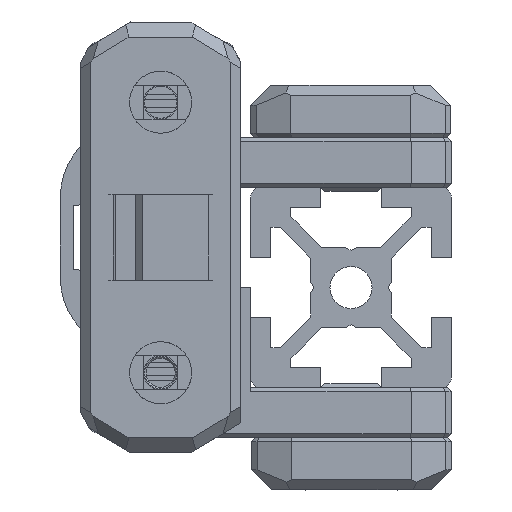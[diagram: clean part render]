
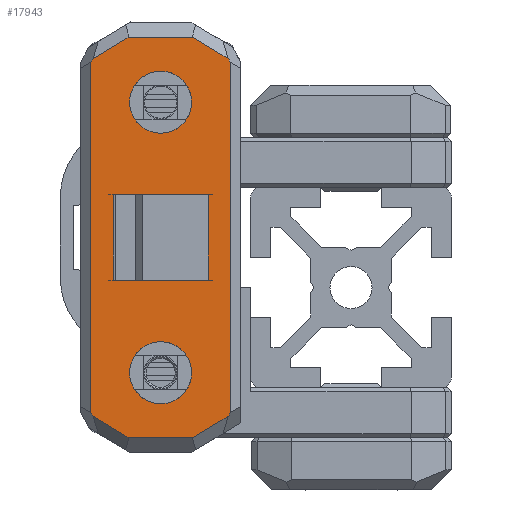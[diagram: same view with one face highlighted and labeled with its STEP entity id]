
A CAD part, front view. The second image highlights one B-rep face of the part: STEP entity #17943.
In plain terms, the highlighted face is planar.
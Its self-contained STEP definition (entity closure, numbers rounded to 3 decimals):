
#587=FACE_BOUND('',#1942,.T.);
#588=FACE_BOUND('',#1943,.T.);
#589=FACE_BOUND('',#1944,.T.);
#965=FACE_OUTER_BOUND('',#1941,.T.);
#1941=EDGE_LOOP('',(#12419,#12420,#12421,#12422,#12423,#12424,#12425,#12426,
#12427,#12428,#12429,#12430));
#1942=EDGE_LOOP('',(#12431));
#1943=EDGE_LOOP('',(#12432));
#1944=EDGE_LOOP('',(#12433,#12434,#12435,#12436));
#3069=LINE('',#25468,#4996);
#3083=LINE('',#25502,#5010);
#3172=LINE('',#25722,#5099);
#3173=LINE('',#25724,#5100);
#3174=LINE('',#25726,#5101);
#3175=LINE('',#25728,#5102);
#3176=LINE('',#25730,#5103);
#3177=LINE('',#25732,#5104);
#3178=LINE('',#25734,#5105);
#3179=LINE('',#25736,#5106);
#3180=LINE('',#25738,#5107);
#3181=LINE('',#25740,#5108);
#3182=LINE('',#25742,#5109);
#3183=LINE('',#25743,#5110);
#3184=LINE('',#25744,#5111);
#3185=LINE('',#25745,#5112);
#4996=VECTOR('',#20721,10.);
#5010=VECTOR('',#20745,10.);
#5099=VECTOR('',#20942,10.);
#5100=VECTOR('',#20943,10.);
#5101=VECTOR('',#20944,10.);
#5102=VECTOR('',#20945,10.);
#5103=VECTOR('',#20946,10.);
#5104=VECTOR('',#20947,10.);
#5105=VECTOR('',#20948,10.);
#5106=VECTOR('',#20949,10.);
#5107=VECTOR('',#20950,10.);
#5108=VECTOR('',#20951,10.);
#5109=VECTOR('',#20952,10.);
#5110=VECTOR('',#20953,10.);
#5111=VECTOR('',#20954,10.);
#5112=VECTOR('',#20955,10.);
#6717=CIRCLE('',#19009,3.1);
#6724=CIRCLE('',#19026,3.1);
#7323=VERTEX_POINT('',#25465);
#7324=VERTEX_POINT('',#25467);
#7338=VERTEX_POINT('',#25499);
#7339=VERTEX_POINT('',#25501);
#7389=VERTEX_POINT('',#25630);
#7404=VERTEX_POINT('',#25681);
#7415=VERTEX_POINT('',#25720);
#7416=VERTEX_POINT('',#25721);
#7417=VERTEX_POINT('',#25723);
#7418=VERTEX_POINT('',#25725);
#7419=VERTEX_POINT('',#25727);
#7420=VERTEX_POINT('',#25729);
#7421=VERTEX_POINT('',#25731);
#7422=VERTEX_POINT('',#25733);
#7423=VERTEX_POINT('',#25735);
#7424=VERTEX_POINT('',#25737);
#7425=VERTEX_POINT('',#25739);
#7426=VERTEX_POINT('',#25741);
#9212=EDGE_CURVE('',#7323,#7324,#3069,.T.);
#9229=EDGE_CURVE('',#7338,#7339,#3083,.T.);
#9291=EDGE_CURVE('',#7389,#7389,#6717,.T.);
#9317=EDGE_CURVE('',#7404,#7404,#6724,.T.);
#9339=EDGE_CURVE('',#7415,#7416,#3172,.T.);
#9340=EDGE_CURVE('',#7417,#7416,#3173,.F.);
#9341=EDGE_CURVE('',#7418,#7417,#3174,.T.);
#9342=EDGE_CURVE('',#7419,#7418,#3175,.F.);
#9343=EDGE_CURVE('',#7419,#7420,#3176,.T.);
#9344=EDGE_CURVE('',#7421,#7420,#3177,.T.);
#9345=EDGE_CURVE('',#7421,#7422,#3178,.T.);
#9346=EDGE_CURVE('',#7423,#7422,#3179,.F.);
#9347=EDGE_CURVE('',#7424,#7423,#3180,.T.);
#9348=EDGE_CURVE('',#7425,#7424,#3181,.F.);
#9349=EDGE_CURVE('',#7425,#7426,#3182,.T.);
#9350=EDGE_CURVE('',#7415,#7426,#3183,.T.);
#9351=EDGE_CURVE('',#7339,#7323,#3184,.T.);
#9352=EDGE_CURVE('',#7324,#7338,#3185,.T.);
#12419=ORIENTED_EDGE('',*,*,#9339,.T.);
#12420=ORIENTED_EDGE('',*,*,#9340,.F.);
#12421=ORIENTED_EDGE('',*,*,#9341,.F.);
#12422=ORIENTED_EDGE('',*,*,#9342,.F.);
#12423=ORIENTED_EDGE('',*,*,#9343,.T.);
#12424=ORIENTED_EDGE('',*,*,#9344,.F.);
#12425=ORIENTED_EDGE('',*,*,#9345,.T.);
#12426=ORIENTED_EDGE('',*,*,#9346,.F.);
#12427=ORIENTED_EDGE('',*,*,#9347,.F.);
#12428=ORIENTED_EDGE('',*,*,#9348,.F.);
#12429=ORIENTED_EDGE('',*,*,#9349,.T.);
#12430=ORIENTED_EDGE('',*,*,#9350,.F.);
#12431=ORIENTED_EDGE('',*,*,#9291,.T.);
#12432=ORIENTED_EDGE('',*,*,#9317,.T.);
#12433=ORIENTED_EDGE('',*,*,#9212,.F.);
#12434=ORIENTED_EDGE('',*,*,#9351,.F.);
#12435=ORIENTED_EDGE('',*,*,#9229,.F.);
#12436=ORIENTED_EDGE('',*,*,#9352,.F.);
#17313=PLANE('',#19035);
#17943=ADVANCED_FACE('',(#965,#587,#588,#589),#17313,.F.);
#19009=AXIS2_PLACEMENT_3D('',#25631,#20851,#20852);
#19026=AXIS2_PLACEMENT_3D('',#25682,#20904,#20905);
#19035=AXIS2_PLACEMENT_3D('',#25719,#20940,#20941);
#20721=DIRECTION('',(1.,0.,0.));
#20745=DIRECTION('',(-1.,0.,0.));
#20851=DIRECTION('center_axis',(0.,0.,1.));
#20852=DIRECTION('ref_axis',(1.,0.,0.));
#20904=DIRECTION('center_axis',(0.,0.,1.));
#20905=DIRECTION('ref_axis',(1.,0.,0.));
#20940=DIRECTION('center_axis',(0.,0.,1.));
#20941=DIRECTION('ref_axis',(-1.,0.,0.));
#20942=DIRECTION('',(0.575,0.818,0.));
#20943=DIRECTION('',(0.857,0.514,0.));
#20944=DIRECTION('',(-1.,0.,0.));
#20945=DIRECTION('',(0.857,-0.514,0.));
#20946=DIRECTION('',(0.575,-0.818,0.));
#20947=DIRECTION('',(0.,1.,0.));
#20948=DIRECTION('',(-0.575,-0.818,0.));
#20949=DIRECTION('',(-0.857,-0.514,0.));
#20950=DIRECTION('',(1.,0.,0.));
#20951=DIRECTION('',(-0.857,0.514,0.));
#20952=DIRECTION('',(-0.575,0.818,0.));
#20953=DIRECTION('',(0.,-1.,0.));
#20954=DIRECTION('',(0.,1.,0.));
#20955=DIRECTION('',(0.,-1.,0.));
#25465=CARTESIAN_POINT('',(50.38,-89.156,-10.153));
#25467=CARTESIAN_POINT('',(59.867,-89.156,-10.153));
#25468=CARTESIAN_POINT('',(55.124,-89.156,-10.153));
#25499=CARTESIAN_POINT('',(59.867,-97.656,-10.153));
#25501=CARTESIAN_POINT('',(50.38,-97.656,-10.153));
#25502=CARTESIAN_POINT('',(55.124,-97.656,-10.153));
#25630=CARTESIAN_POINT('',(52.024,-79.906,-10.153));
#25631=CARTESIAN_POINT('Origin',(55.124,-79.906,-10.153));
#25681=CARTESIAN_POINT('',(52.024,-106.906,-10.153));
#25682=CARTESIAN_POINT('Origin',(55.124,-106.906,-10.153));
#25719=CARTESIAN_POINT('Origin',(55.124,-93.406,-10.153));
#25720=CARTESIAN_POINT('',(48.124,-75.935,-10.153));
#25721=CARTESIAN_POINT('',(48.393,-75.552,-10.153));
#25722=CARTESIAN_POINT('',(44.039,-81.755,-10.153));
#25723=CARTESIAN_POINT('',(51.97,-73.406,-10.153));
#25724=CARTESIAN_POINT('',(46.035,-76.967,-10.153));
#25725=CARTESIAN_POINT('',(58.278,-73.406,-10.153));
#25726=CARTESIAN_POINT('',(54.374,-73.406,-10.153));
#25727=CARTESIAN_POINT('',(61.855,-75.552,-10.153));
#25728=CARTESIAN_POINT('',(62.962,-76.217,-10.153));
#25729=CARTESIAN_POINT('',(62.124,-75.935,-10.153));
#25730=CARTESIAN_POINT('',(65.048,-80.101,-10.153));
#25731=CARTESIAN_POINT('',(62.124,-110.876,-10.153));
#25732=CARTESIAN_POINT('',(62.124,-88.781,-10.153));
#25733=CARTESIAN_POINT('',(61.855,-111.259,-10.153));
#25734=CARTESIAN_POINT('',(66.209,-105.057,-10.153));
#25735=CARTESIAN_POINT('',(58.278,-113.406,-10.153));
#25736=CARTESIAN_POINT('',(64.212,-109.845,-10.153));
#25737=CARTESIAN_POINT('',(51.97,-113.406,-10.153));
#25738=CARTESIAN_POINT('',(55.874,-113.406,-10.153));
#25739=CARTESIAN_POINT('',(48.393,-111.259,-10.153));
#25740=CARTESIAN_POINT('',(47.285,-110.595,-10.153));
#25741=CARTESIAN_POINT('',(48.124,-110.876,-10.153));
#25742=CARTESIAN_POINT('',(45.2,-106.711,-10.153));
#25743=CARTESIAN_POINT('',(48.124,-98.031,-10.153));
#25744=CARTESIAN_POINT('',(50.38,-97.406,-10.153));
#25745=CARTESIAN_POINT('',(59.867,-97.406,-10.153));
